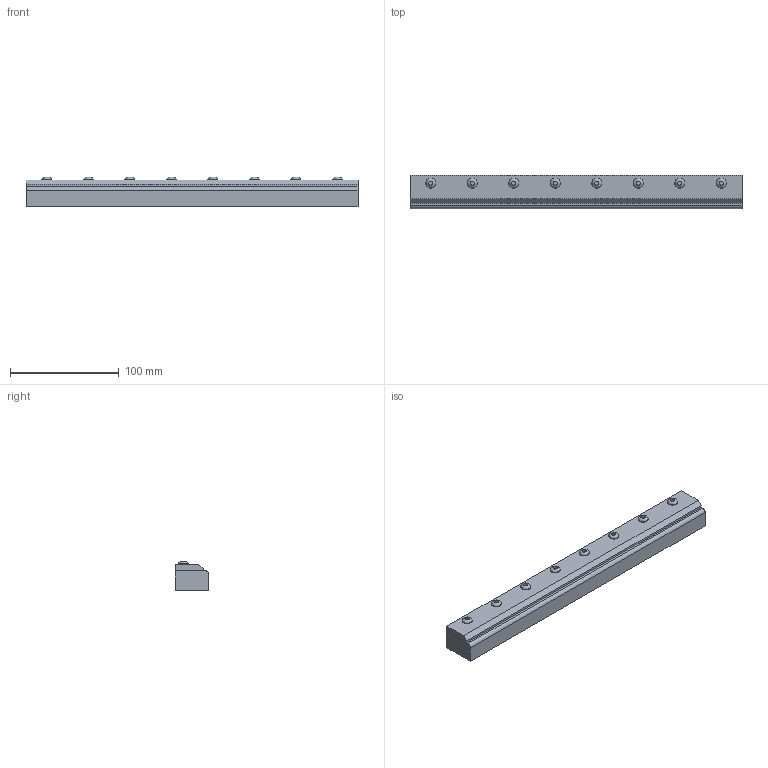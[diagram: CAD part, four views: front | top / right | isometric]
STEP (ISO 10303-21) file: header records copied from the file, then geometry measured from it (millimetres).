
FILE_DESCRIPTION((''),'2;1');
FILE_NAME('2612SS.stp','2012-04-18T12:50:27',('benzil estridge'),(''),'Autodesk Inventor 2012','Autodesk Inventor 2012','');
FILE_SCHEMA(('AUTOMOTIVE_DESIGN { 1 0 10303 214 1 1 1 1 }'));
Length unit declared in the file: inch
Products named in the file (11): Assembly18; Part303; Part305; Part307; Part309; Part311; Part313; Part315; Part317; Part319; Part321
Assembly tree (10 placements, depth 2):
  Assembly18
    Part303
    Part305
    Part307
    Part309
    Part311
    Part313
    Part315
    Part317
    Part319
    Part321
Bounding box: 304.8 x 30.48 x 26.85 mm (x, y, z)
Volume: 210011.4 mm3; surface area: 55766.7 mm2
Topology: 10 solids, 10 shells, 146 faces, 318 edges, 209 vertices
Faces by surface type: plane 94, cylinder 34, cone 10, bspline 8
Full cylindrical faces by diameter (mm): 4.826 x24, 9.169 x8, 11.113 x1
Entity records: 4368 total; most frequent: CARTESIAN_POINT 977, DIRECTION 662, ORIENTED_EDGE 516, EDGE_CURVE 258, EDGE_LOOP 246, AXIS2_PLACEMENT_3D 245, VERTEX_POINT 200, VECTOR 172
